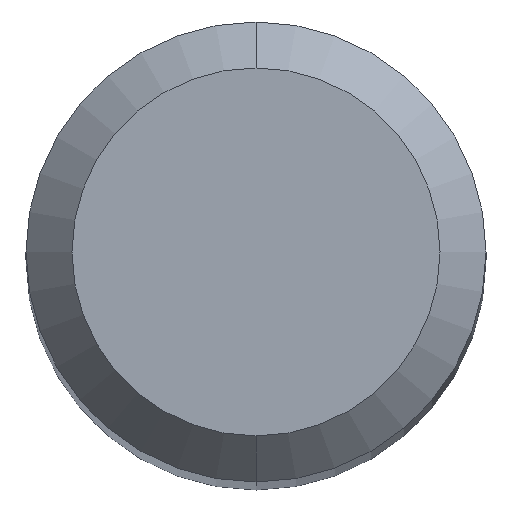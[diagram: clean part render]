
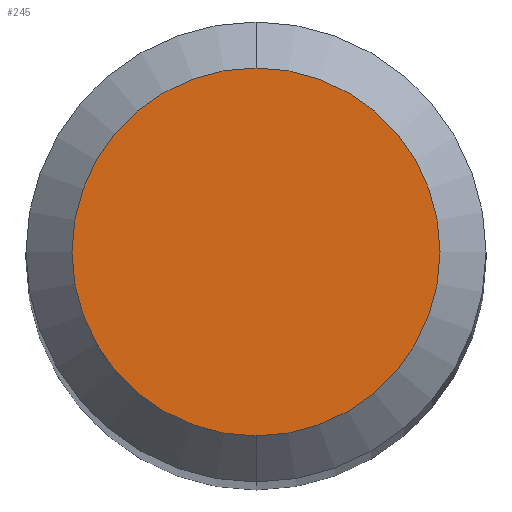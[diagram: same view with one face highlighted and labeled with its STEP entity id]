
A CAD part, top view. The second image highlights one B-rep face of the part: STEP entity #245.
In plain terms, the highlighted planar face has unit normal (0, 0, 1).
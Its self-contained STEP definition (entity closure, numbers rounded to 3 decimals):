
#179=EDGE_CURVE('',#327,#377,#470,.T.);
#245=ADVANCED_FACE('',(#545),#546,.T.);
#287=EDGE_CURVE('',#377,#327,#594,.T.);
#327=VERTEX_POINT('',#636);
#377=VERTEX_POINT('',#689);
#470=CIRCLE('',#785,1.2);
#545=FACE_OUTER_BOUND('',#925,.T.);
#546=PLANE('',#926);
#594=CIRCLE('',#1042,1.2);
#636=CARTESIAN_POINT('',(0.,-1.2,28.987));
#689=CARTESIAN_POINT('',(0.0,1.2,28.987));
#785=AXIS2_PLACEMENT_3D('',#1434,#1435,#1436);
#925=EDGE_LOOP('',(#1559,#1560));
#926=AXIS2_PLACEMENT_3D('',#1561,#1562,#1563);
#1042=AXIS2_PLACEMENT_3D('',#1622,#1623,#1624);
#1434=CARTESIAN_POINT('',(0.0,0.0,28.987));
#1435=DIRECTION('',(0.0,0.0,-1.0));
#1436=DIRECTION('',(0.0,1.0,0.0));
#1559=ORIENTED_EDGE('',*,*,#287,.F.);
#1560=ORIENTED_EDGE('',*,*,#179,.F.);
#1561=CARTESIAN_POINT('',(0.0,0.6,28.987));
#1562=DIRECTION('',(0.0,0.0,1.0));
#1563=DIRECTION('',(0.0,-1.0,0.0));
#1622=CARTESIAN_POINT('',(0.0,0.0,28.987));
#1623=DIRECTION('',(0.0,0.0,-1.0));
#1624=DIRECTION('',(0.0,1.0,0.0));
